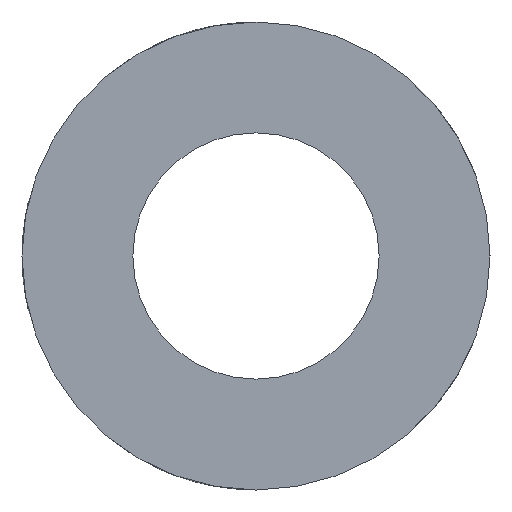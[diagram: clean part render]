
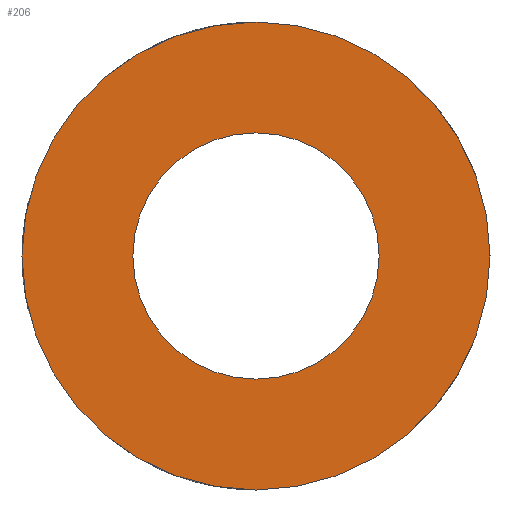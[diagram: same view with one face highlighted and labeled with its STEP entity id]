
A CAD part, left-side view. The second image highlights one B-rep face of the part: STEP entity #206.
In plain terms, the highlighted planar face has unit normal (-1, 0, 0).
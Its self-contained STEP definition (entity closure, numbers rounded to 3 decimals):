
#206 = ADVANCED_FACE( '', ( #484, #485 ), #486, .T. );
#484 = FACE_BOUND( '', #858, .T. );
#485 = FACE_OUTER_BOUND( '', #859, .T. );
#486 = PLANE( '', #860 );
#858 = EDGE_LOOP( '', ( #1334 ) );
#859 = EDGE_LOOP( '', ( #1335 ) );
#860 = AXIS2_PLACEMENT_3D( '', #1336, #1337, #1338 );
#1334 = ORIENTED_EDGE( '', *, *, #2188, .T. );
#1335 = ORIENTED_EDGE( '', *, *, #2189, .F. );
#1336 = CARTESIAN_POINT( '', ( 0., 9.5, 0. ) );
#1337 = DIRECTION( '', ( -1., 0., 0. ) );
#1338 = DIRECTION( '', ( 0., 0., 1. ) );
#2188 = EDGE_CURVE( '', #2620, #2620, #2621, .T. );
#2189 = EDGE_CURVE( '', #2622, #2622, #2623, .T. );
#2620 = VERTEX_POINT( '', #3190 );
#2621 = CIRCLE( '', #3191, 5. );
#2622 = VERTEX_POINT( '', #3192 );
#2623 = CIRCLE( '', #3193, 9.5 );
#3190 = CARTESIAN_POINT( '', ( 0., 0., -5. ) );
#3191 = AXIS2_PLACEMENT_3D( '', #3770, #3771, #3772 );
#3192 = CARTESIAN_POINT( '', ( 0., 0., -9.5 ) );
#3193 = AXIS2_PLACEMENT_3D( '', #3773, #3774, #3775 );
#3770 = CARTESIAN_POINT( '', ( 0., 0., 0. ) );
#3771 = DIRECTION( '', ( 1., 0., 0. ) );
#3772 = DIRECTION( '', ( 0., 0., -1. ) );
#3773 = CARTESIAN_POINT( '', ( 0., 0., 0. ) );
#3774 = DIRECTION( '', ( 1., 0., 0. ) );
#3775 = DIRECTION( '', ( 0., 0., -1. ) );
